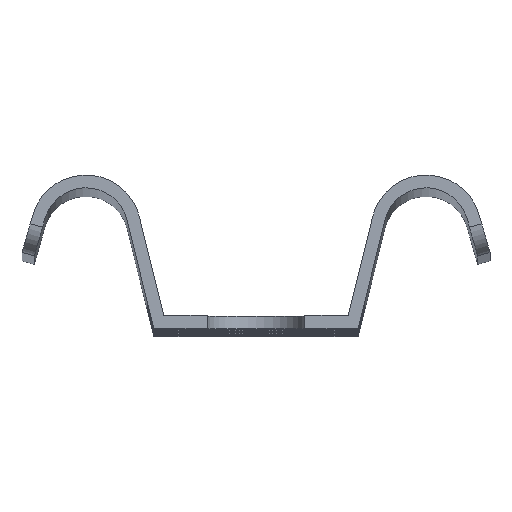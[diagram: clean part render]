
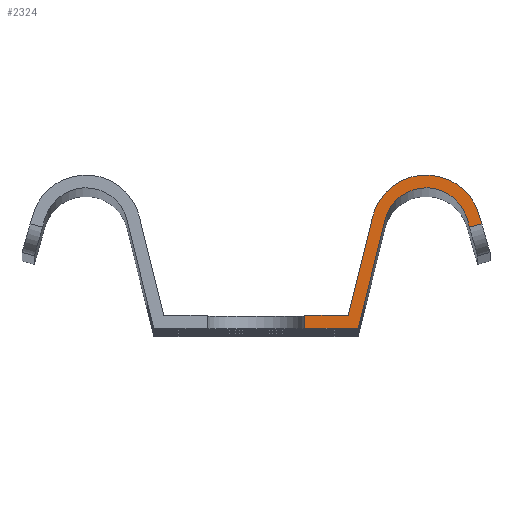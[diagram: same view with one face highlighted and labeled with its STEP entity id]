
A CAD part, top view. The second image highlights one B-rep face of the part: STEP entity #2324.
In plain terms, the highlighted planar face has unit normal (0, 0, 1).
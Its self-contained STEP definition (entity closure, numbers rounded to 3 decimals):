
#178 = DIRECTION ( 'NONE',  ( -1., 0., 0. ) ) ;
#203 = VECTOR ( 'NONE', #4304, 1000. ) ;
#344 = VECTOR ( 'NONE', #3402, 1000. ) ;
#349 = LINE ( 'NONE', #1835, #4804 ) ;
#371 = CARTESIAN_POINT ( 'NONE',  ( 5.75, 11.5, 290. ) ) ;
#418 = LINE ( 'NONE', #371, #1376 ) ;
#619 = EDGE_CURVE ( 'NONE', #1229, #4567, #3571, .T. ) ;
#662 = VERTEX_POINT ( 'NONE', #5304 ) ;
#672 = VERTEX_POINT ( 'NONE', #3250 ) ;
#687 = VERTEX_POINT ( 'NONE', #5308 ) ;
#688 = CARTESIAN_POINT ( 'NONE',  ( 26.538, 12.277, 290. ) ) ;
#702 = FACE_OUTER_BOUND ( 'NONE', #3431, .T. ) ;
#727 = DIRECTION ( 'NONE',  ( -0.24, -0.971, 0. ) ) ;
#756 = ORIENTED_EDGE ( 'NONE', *, *, #3150, .T. ) ;
#819 = CARTESIAN_POINT ( 'NONE',  ( 13.691, 13.063, 290. ) ) ;
#900 = DIRECTION ( 'NONE',  ( 0., 0., 1. ) ) ;
#928 = EDGE_CURVE ( 'NONE', #5426, #1598, #2966, .T. ) ;
#943 = ORIENTED_EDGE ( 'NONE', *, *, #2030, .T. ) ;
#985 = CARTESIAN_POINT ( 'NONE',  ( 26.538, 12.277, 290. ) ) ;
#1076 = CARTESIAN_POINT ( 'NONE',  ( 24.807, 12.874, 290. ) ) ;
#1229 = VERTEX_POINT ( 'NONE', #1676 ) ;
#1241 = CARTESIAN_POINT ( 'NONE',  ( 12., 0., 290. ) ) ;
#1282 = CARTESIAN_POINT ( 'NONE',  ( 10.826, 1.5, 290. ) ) ;
#1297 = ORIENTED_EDGE ( 'NONE', *, *, #928, .T. ) ;
#1376 = VECTOR ( 'NONE', #3014, 1000. ) ;
#1480 = ORIENTED_EDGE ( 'NONE', *, *, #4951, .T. ) ;
#1519 = LINE ( 'NONE', #1675, #344 ) ;
#1598 = VERTEX_POINT ( 'NONE', #4093 ) ;
#1675 = CARTESIAN_POINT ( 'NONE',  ( 12., 0., 290. ) ) ;
#1676 = CARTESIAN_POINT ( 'NONE',  ( 25.096, 11.865, 290. ) ) ;
#1717 = CARTESIAN_POINT ( 'NONE',  ( -20., 11.5, 290. ) ) ;
#1746 = CARTESIAN_POINT ( 'NONE',  ( 26.25, 13.286, 290. ) ) ;
#1835 = CARTESIAN_POINT ( 'NONE',  ( 26.25, 13.286, 290. ) ) ;
#1959 = DIRECTION ( 'NONE',  ( 0.275, -0.961, 0. ) ) ;
#2023 = AXIS2_PLACEMENT_3D ( 'NONE', #5315, #2793, #178 ) ;
#2030 = EDGE_CURVE ( 'NONE', #662, #5222, #3115, .T. ) ;
#2034 = VECTOR ( 'NONE', #1959, 1000. ) ;
#2036 = ORIENTED_EDGE ( 'NONE', *, *, #619, .T. ) ;
#2056 = CARTESIAN_POINT ( 'NONE',  ( 12., 0., 290. ) ) ;
#2132 = DIRECTION ( 'NONE',  ( 1., 0., 0. ) ) ;
#2156 = DIRECTION ( 'NONE',  ( 0., 0., 1. ) ) ;
#2292 = EDGE_CURVE ( 'NONE', #662, #3762, #418, .T. ) ;
#2324 = ADVANCED_FACE ( 'NONE', ( #702 ), #4700, .T. ) ;
#2433 = CIRCLE ( 'NONE', #2023, 5. ) ;
#2793 = DIRECTION ( 'NONE',  ( 0., 0., -1. ) ) ;
#2856 = VERTEX_POINT ( 'NONE', #1746 ) ;
#2964 = AXIS2_PLACEMENT_3D ( 'NONE', #1717, #2156, #5126 ) ;
#2966 = LINE ( 'NONE', #3754, #3691 ) ;
#3014 = DIRECTION ( 'NONE',  ( 0., 1., 0. ) ) ;
#3115 = LINE ( 'NONE', #1241, #4105 ) ;
#3150 = EDGE_CURVE ( 'NONE', #4567, #2856, #349, .T. ) ;
#3202 = LINE ( 'NONE', #1076, #2034 ) ;
#3250 = CARTESIAN_POINT ( 'NONE',  ( 15.147, 12.702, 290. ) ) ;
#3344 = ORIENTED_EDGE ( 'NONE', *, *, #5540, .T. ) ;
#3402 = DIRECTION ( 'NONE',  ( 0.24, 0.971, 0. ) ) ;
#3431 = EDGE_LOOP ( 'NONE', ( #5232, #943, #4520, #1480, #5020, #2036, #756, #3344, #1297, #4856 ) ) ;
#3474 = CARTESIAN_POINT ( 'NONE',  ( 5.75, 1.5, 290. ) ) ;
#3503 = CARTESIAN_POINT ( 'NONE',  ( 20., 11.5, 290. ) ) ;
#3571 = LINE ( 'NONE', #985, #4551 ) ;
#3661 = EDGE_CURVE ( 'NONE', #5222, #672, #1519, .T. ) ;
#3691 = VECTOR ( 'NONE', #727, 1000. ) ;
#3717 = EDGE_CURVE ( 'NONE', #1598, #3762, #4776, .T. ) ;
#3754 = CARTESIAN_POINT ( 'NONE',  ( 10.826, 1.5, 290. ) ) ;
#3762 = VERTEX_POINT ( 'NONE', #3474 ) ;
#3939 = DIRECTION ( 'NONE',  ( -1., 0., 0. ) ) ;
#4093 = CARTESIAN_POINT ( 'NONE',  ( 10.826, 1.5, 290. ) ) ;
#4105 = VECTOR ( 'NONE', #2132, 1000. ) ;
#4304 = DIRECTION ( 'NONE',  ( -1., 0., 0. ) ) ;
#4439 = DIRECTION ( 'NONE',  ( 0.961, 0.275, 0. ) ) ;
#4520 = ORIENTED_EDGE ( 'NONE', *, *, #3661, .T. ) ;
#4551 = VECTOR ( 'NONE', #4439, 1000. ) ;
#4567 = VERTEX_POINT ( 'NONE', #688 ) ;
#4700 = PLANE ( 'NONE',  #2964 ) ;
#4776 = LINE ( 'NONE', #1282, #203 ) ;
#4802 = DIRECTION ( 'NONE',  ( -0.275, 0.961, 0. ) ) ;
#4804 = VECTOR ( 'NONE', #4802, 1000. ) ;
#4856 = ORIENTED_EDGE ( 'NONE', *, *, #3717, .T. ) ;
#4951 = EDGE_CURVE ( 'NONE', #672, #687, #2433, .T. ) ;
#5007 = EDGE_CURVE ( 'NONE', #687, #1229, #3202, .T. ) ;
#5020 = ORIENTED_EDGE ( 'NONE', *, *, #5007, .T. ) ;
#5126 = DIRECTION ( 'NONE',  ( 1., 0., 0. ) ) ;
#5145 = AXIS2_PLACEMENT_3D ( 'NONE', #3503, #900, #3939 ) ;
#5222 = VERTEX_POINT ( 'NONE', #2056 ) ;
#5232 = ORIENTED_EDGE ( 'NONE', *, *, #2292, .F. ) ;
#5304 = CARTESIAN_POINT ( 'NONE',  ( 5.75, 0., 290. ) ) ;
#5308 = CARTESIAN_POINT ( 'NONE',  ( 24.807, 12.874, 290. ) ) ;
#5315 = CARTESIAN_POINT ( 'NONE',  ( 20., 11.5, 290. ) ) ;
#5426 = VERTEX_POINT ( 'NONE', #819 ) ;
#5512 = CIRCLE ( 'NONE', #5145, 6.5 ) ;
#5540 = EDGE_CURVE ( 'NONE', #2856, #5426, #5512, .T. ) ;
